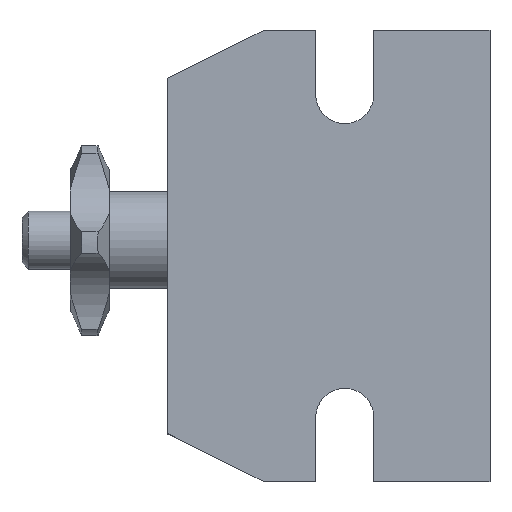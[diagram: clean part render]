
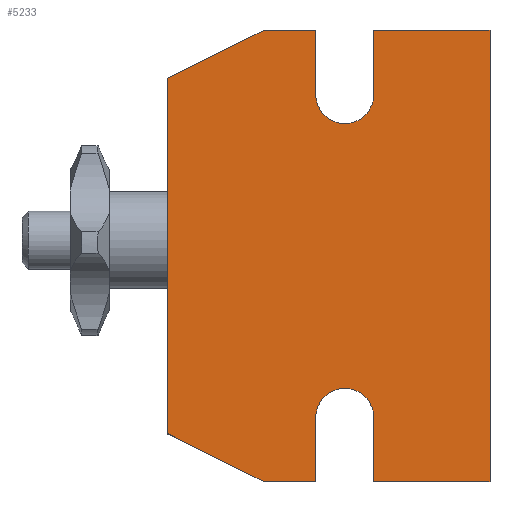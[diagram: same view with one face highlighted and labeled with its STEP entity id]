
A CAD part, top view. The second image highlights one B-rep face of the part: STEP entity #5233.
In plain terms, the highlighted planar face has unit normal (0, 0, 1).
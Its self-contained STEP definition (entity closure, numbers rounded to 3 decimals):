
#5233=ADVANCED_FACE('',(#8127),#8129,.F.);
#8127=FACE_BOUND('',#8128,.T.);
#8128=EDGE_LOOP('',(#9442,#9443,#9444,#9445,#9446,#9447,#9448,#9449,#9450,#9451,
#9452,#9453,#9454,#9455));
#8129=PLANE('',#8130);
#8130=AXIS2_PLACEMENT_3D('',#8131,#8132,#8133);
#8131=CARTESIAN_POINT('',(0.,140.,18.));
#8132=DIRECTION('',(0.,0.,-1.));
#8133=DIRECTION('',(-1.,0.,0.));
#9442=ORIENTED_EDGE('',*,*,#10130,.T.);
#9443=ORIENTED_EDGE('',*,*,#10152,.T.);
#9444=ORIENTED_EDGE('',*,*,#10142,.T.);
#9445=ORIENTED_EDGE('',*,*,#10153,.T.);
#9446=ORIENTED_EDGE('',*,*,#10154,.T.);
#9447=ORIENTED_EDGE('',*,*,#10155,.F.);
#9448=ORIENTED_EDGE('',*,*,#10120,.T.);
#9449=ORIENTED_EDGE('',*,*,#10148,.T.);
#9450=ORIENTED_EDGE('',*,*,#10151,.T.);
#9451=ORIENTED_EDGE('',*,*,#10156,.T.);
#9452=ORIENTED_EDGE('',*,*,#10157,.F.);
#9453=ORIENTED_EDGE('',*,*,#10158,.F.);
#9454=ORIENTED_EDGE('',*,*,#10123,.T.);
#9455=ORIENTED_EDGE('',*,*,#10159,.T.);
#10120=EDGE_CURVE('',#11101,#11106,#11108,.T.);
#10123=EDGE_CURVE('',#11114,#11112,#11115,.T.);
#10130=EDGE_CURVE('',#11127,#11125,#11128,.T.);
#10142=EDGE_CURVE('',#11150,#11151,#11152,.T.);
#10148=EDGE_CURVE('',#11106,#11160,#11162,.T.);
#10151=EDGE_CURVE('',#11160,#11165,#11167,.T.);
#10152=EDGE_CURVE('',#11125,#11150,#11168,.T.);
#10153=EDGE_CURVE('',#11151,#11169,#11170,.T.);
#10154=EDGE_CURVE('',#11169,#11171,#11172,.T.);
#10155=EDGE_CURVE('',#11101,#11171,#11173,.T.);
#10156=EDGE_CURVE('',#11165,#11174,#11175,.T.);
#10157=EDGE_CURVE('',#11176,#11174,#11177,.F.);
#10158=EDGE_CURVE('',#11114,#11176,#11178,.T.);
#10159=EDGE_CURVE('',#11112,#11127,#11179,.T.);
#11101=VERTEX_POINT('',#13464);
#11106=VERTEX_POINT('',#13473);
#11108=LINE('',#13477,#13478);
#11112=VERTEX_POINT('',#13485);
#11114=VERTEX_POINT('',#13489);
#11115=LINE('',#13490,#13491);
#11125=VERTEX_POINT('',#13512);
#11127=VERTEX_POINT('',#13516);
#11128=LINE('',#13517,#13518);
#11150=VERTEX_POINT('',#13572);
#11151=VERTEX_POINT('',#13573);
#11152=LINE('',#13574,#13575);
#11160=VERTEX_POINT('',#13592);
#11162=LINE('',#13596,#13597);
#11165=VERTEX_POINT('',#13603);
#11167=LINE('',#13607,#13608);
#11168=LINE('',#13610,#13611);
#11169=VERTEX_POINT('',#13613);
#11170=LINE('',#13614,#13615);
#11171=VERTEX_POINT('',#13617);
#11172=CIRCLE('',#13618,9.);
#11173=LINE('',#13622,#13623);
#11174=VERTEX_POINT('',#13625);
#11175=LINE('',#13626,#13627);
#11176=VERTEX_POINT('',#13629);
#11177=CIRCLE('',#13630,9.);
#11178=LINE('',#13634,#13635);
#11179=LINE('',#13637,#13638);
#13464=CARTESIAN_POINT('',(64.,0.,18.));
#13473=CARTESIAN_POINT('',(100.,0.,18.));
#13477=CARTESIAN_POINT('',(64.,0.,18.));
#13478=VECTOR('',#13479,1.);
#13479=DIRECTION('',(1.,0.,0.));
#13485=CARTESIAN_POINT('',(29.998,140.,18.));
#13489=CARTESIAN_POINT('',(46.,140.,18.));
#13490=CARTESIAN_POINT('',(46.,140.,18.));
#13491=VECTOR('',#13492,1.);
#13492=DIRECTION('',(-1.,0.,0.));
#13512=CARTESIAN_POINT('',(0.,15.001,18.));
#13516=CARTESIAN_POINT('',(0.,124.997,18.));
#13517=CARTESIAN_POINT('',(0.,124.997,18.));
#13518=VECTOR('',#13519,1.);
#13519=DIRECTION('',(0.,-1.,0.));
#13572=CARTESIAN_POINT('',(29.999,0.,18.));
#13573=CARTESIAN_POINT('',(46.,0.,18.));
#13574=CARTESIAN_POINT('',(29.999,0.,18.));
#13575=VECTOR('',#13576,1.);
#13576=DIRECTION('',(1.,0.,0.));
#13592=CARTESIAN_POINT('',(100.,140.,18.));
#13596=CARTESIAN_POINT('',(100.,0.,18.));
#13597=VECTOR('',#13598,1.);
#13598=DIRECTION('',(0.,1.,0.));
#13603=CARTESIAN_POINT('',(64.,140.,18.));
#13607=CARTESIAN_POINT('',(100.,140.,18.));
#13608=VECTOR('',#13609,1.);
#13609=DIRECTION('',(-1.,0.,0.));
#13610=CARTESIAN_POINT('',(0.,15.001,18.));
#13611=VECTOR('',#13612,1.);
#13612=DIRECTION('',(0.894,-0.447,0.));
#13613=CARTESIAN_POINT('',(46.,20.,18.));
#13614=CARTESIAN_POINT('',(46.,0.,18.));
#13615=VECTOR('',#13616,1.);
#13616=DIRECTION('',(0.,1.,0.));
#13617=CARTESIAN_POINT('',(64.,20.,18.));
#13618=AXIS2_PLACEMENT_3D('',#13619,#13620,#13621);
#13619=CARTESIAN_POINT('',(55.,20.,18.));
#13620=DIRECTION('',(0.,0.,-1.));
#13621=DIRECTION('',(-1.,0.,0.));
#13622=CARTESIAN_POINT('',(64.,0.,18.));
#13623=VECTOR('',#13624,1.);
#13624=DIRECTION('',(0.,1.,0.));
#13625=CARTESIAN_POINT('',(64.,120.,18.));
#13626=CARTESIAN_POINT('',(64.,140.,18.));
#13627=VECTOR('',#13628,1.);
#13628=DIRECTION('',(0.,-1.,0.));
#13629=CARTESIAN_POINT('',(46.,120.,18.));
#13630=AXIS2_PLACEMENT_3D('',#13631,#13632,#13633);
#13631=CARTESIAN_POINT('',(55.,120.,18.));
#13632=DIRECTION('',(0.,0.,-1.));
#13633=DIRECTION('',(1.,0.,0.));
#13634=CARTESIAN_POINT('',(46.,140.,18.));
#13635=VECTOR('',#13636,1.);
#13636=DIRECTION('',(0.,-1.,0.));
#13637=CARTESIAN_POINT('',(29.998,140.,18.));
#13638=VECTOR('',#13639,1.);
#13639=DIRECTION('',(-0.894,-0.447,0.));
